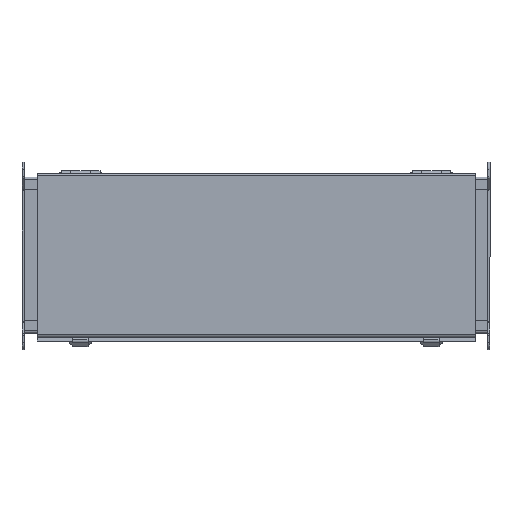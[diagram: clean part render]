
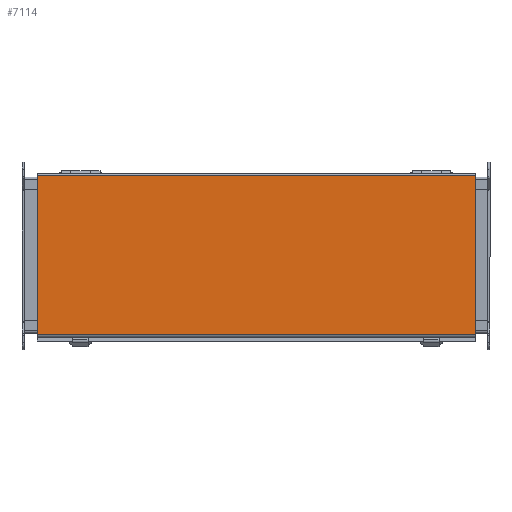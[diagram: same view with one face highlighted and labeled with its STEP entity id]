
A CAD part, top view. The second image highlights one B-rep face of the part: STEP entity #7114.
In plain terms, the highlighted planar face has unit normal (0, 0, 1).
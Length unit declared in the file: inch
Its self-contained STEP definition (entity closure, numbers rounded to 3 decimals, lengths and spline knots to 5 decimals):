
#486 = LINE ( 'NONE', #5139, #5702 ) ;
#650 = VECTOR ( 'NONE', #2053, 39.37008 ) ;
#2053 = DIRECTION ( 'NONE',  ( 0., -1., 0. ) ) ;
#2239 = CARTESIAN_POINT ( 'NONE',  ( -11.218, -4.1885, 8.172 ) ) ;
#3178 = DIRECTION ( 'NONE',  ( 1., 0., 0. ) ) ;
#3201 = ORIENTED_EDGE ( 'NONE', *, *, #11847, .T. ) ;
#3306 = EDGE_LOOP ( 'NONE', ( #3201, #5440, #12592, #5419 ) ) ;
#3606 = EDGE_CURVE ( 'NONE', #11091, #7281, #486, .T. ) ;
#4095 = CARTESIAN_POINT ( 'NONE',  ( 11.25, -4.0805, 8.172 ) ) ;
#4211 = CARTESIAN_POINT ( 'NONE',  ( 11.25, 4.0785, 8.172 ) ) ;
#4285 = VERTEX_POINT ( 'NONE', #4924 ) ;
#4348 = VECTOR ( 'NONE', #3178, 39.37008 ) ;
#4924 = CARTESIAN_POINT ( 'NONE',  ( -11.218, 4.0785, 8.172 ) ) ;
#5075 = DIRECTION ( 'NONE',  ( 0., 0., 1. ) ) ;
#5139 = CARTESIAN_POINT ( 'NONE',  ( 11.25, -4.1885, 8.172 ) ) ;
#5419 = ORIENTED_EDGE ( 'NONE', *, *, #7120, .T. ) ;
#5440 = ORIENTED_EDGE ( 'NONE', *, *, #9854, .T. ) ;
#5702 = VECTOR ( 'NONE', #8177, 39.37008 ) ;
#6281 = LINE ( 'NONE', #12151, #4348 ) ;
#6955 = DIRECTION ( 'NONE',  ( -1., 0., 0. ) ) ;
#7114 = ADVANCED_FACE ( 'NONE', ( #9953 ), #7929, .T. ) ;
#7120 = EDGE_CURVE ( 'NONE', #7281, #4285, #10994, .T. ) ;
#7281 = VERTEX_POINT ( 'NONE', #4211 ) ;
#7380 = VECTOR ( 'NONE', #6955, 39.37008 ) ;
#7929 = PLANE ( 'NONE',  #9690 ) ;
#8044 = DIRECTION ( 'NONE',  ( 1., 0., 0. ) ) ;
#8072 = LINE ( 'NONE', #2239, #650 ) ;
#8177 = DIRECTION ( 'NONE',  ( 0., 1., 0. ) ) ;
#8849 = CARTESIAN_POINT ( 'NONE',  ( -11.218, 4.0785, 8.172 ) ) ;
#9690 = AXIS2_PLACEMENT_3D ( 'NONE', #11857, #5075, #8044 ) ;
#9854 = EDGE_CURVE ( 'NONE', #12523, #11091, #6281, .T. ) ;
#9953 = FACE_OUTER_BOUND ( 'NONE', #3306, .T. ) ;
#10994 = LINE ( 'NONE', #8849, #7380 ) ;
#11091 = VERTEX_POINT ( 'NONE', #4095 ) ;
#11847 = EDGE_CURVE ( 'NONE', #4285, #12523, #8072, .T. ) ;
#11857 = CARTESIAN_POINT ( 'NONE',  ( -11.218, -4.1885, 8.172 ) ) ;
#12151 = CARTESIAN_POINT ( 'NONE',  ( -11.218, -4.0805, 8.172 ) ) ;
#12523 = VERTEX_POINT ( 'NONE', #12812 ) ;
#12592 = ORIENTED_EDGE ( 'NONE', *, *, #3606, .T. ) ;
#12812 = CARTESIAN_POINT ( 'NONE',  ( -11.218, -4.0805, 8.172 ) ) ;
